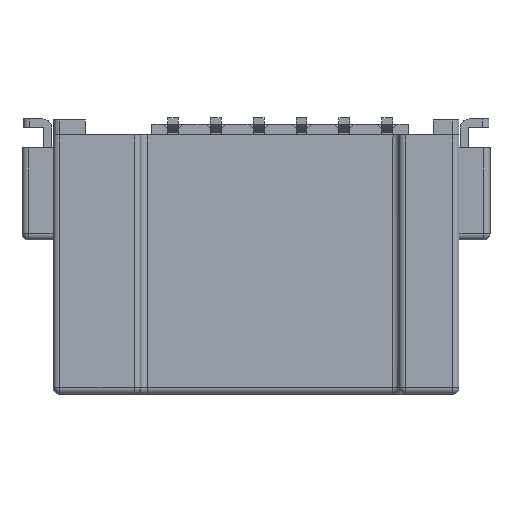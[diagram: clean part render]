
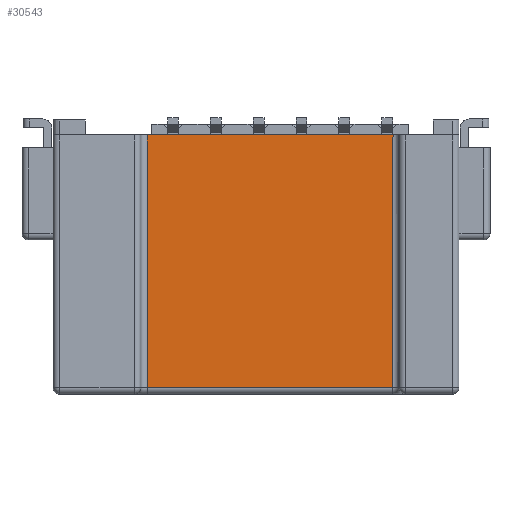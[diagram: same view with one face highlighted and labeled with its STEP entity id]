
A CAD part, front view. The second image highlights one B-rep face of the part: STEP entity #30543.
In plain terms, the highlighted planar face has unit normal (0, -1, 0).
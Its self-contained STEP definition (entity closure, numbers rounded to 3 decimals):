
#7775=DIRECTION('',(0.,0.,-1.));
#7776=VECTOR('',#7775,11.8);
#7777=CARTESIAN_POINT('',(-6.2,-4.9,2.1));
#7778=LINE('',#7777,#7776);
#7783=DIRECTION('',(1.,0.,0.));
#7784=VECTOR('',#7783,11.55);
#7785=CARTESIAN_POINT('',(-6.2,-4.9,2.1));
#7786=LINE('',#7785,#7784);
#7787=DIRECTION('',(0.,0.,-1.));
#7788=VECTOR('',#7787,11.7);
#7789=CARTESIAN_POINT('',(5.25,-4.9,2.));
#7790=LINE('',#7789,#7788);
#7791=DIRECTION('',(0.707,0.,0.707));
#7792=VECTOR('',#7791,0.141);
#7793=CARTESIAN_POINT('',(5.25,-4.9,2.));
#7794=LINE('',#7793,#7792);
#8003=DIRECTION('',(1.,0.,0.));
#8004=VECTOR('',#8003,11.45);
#8005=CARTESIAN_POINT('',(-6.2,-4.9,-9.7));
#8006=LINE('',#8005,#8004);
#17169=CARTESIAN_POINT('',(5.25,-4.9,-9.7));
#17170=VERTEX_POINT('',#17169);
#17175=CARTESIAN_POINT('',(-6.2,-4.9,2.1));
#17176=CARTESIAN_POINT('',(-6.2,-4.9,-9.7));
#17177=VERTEX_POINT('',#17175);
#17178=VERTEX_POINT('',#17176);
#19977=CARTESIAN_POINT('',(5.25,-4.9,2.));
#19978=CARTESIAN_POINT('',(5.35,-4.9,2.1));
#19979=VERTEX_POINT('',#19977);
#19980=VERTEX_POINT('',#19978);
#30528=CARTESIAN_POINT('',(-10.3,-4.9,0.));
#30529=DIRECTION('',(0.,-1.,0.));
#30530=DIRECTION('',(1.,0.,0.));
#30531=AXIS2_PLACEMENT_3D('',#30528,#30529,#30530);
#30532=PLANE('',#30531);
#30533=ORIENTED_EDGE('',*,*,#20463,.T.);
#30535=ORIENTED_EDGE('',*,*,#30534,.F.);
#30537=ORIENTED_EDGE('',*,*,#30536,.T.);
#30539=ORIENTED_EDGE('',*,*,#30538,.F.);
#30540=ORIENTED_EDGE('',*,*,#30519,.F.);
#30541=EDGE_LOOP('',(#30533,#30535,#30537,#30539,#30540));
#30542=FACE_OUTER_BOUND('',#30541,.F.);
#30543=ADVANCED_FACE('',(#30542),#30532,.T.);
#20463=EDGE_CURVE('',#17177,#19980,#7786,.T.);
#30519=EDGE_CURVE('',#17177,#17178,#7778,.T.);
#30534=EDGE_CURVE('',#19979,#19980,#7794,.T.);
#30536=EDGE_CURVE('',#19979,#17170,#7790,.T.);
#30538=EDGE_CURVE('',#17178,#17170,#8006,.T.);
